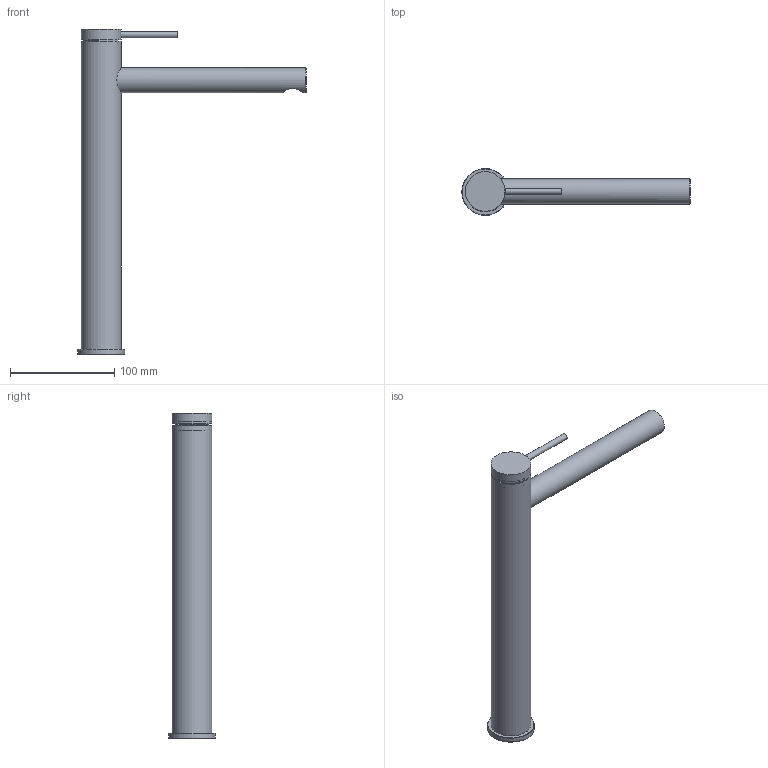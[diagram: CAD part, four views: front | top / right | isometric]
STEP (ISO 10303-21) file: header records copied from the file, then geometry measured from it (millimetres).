
FILE_DESCRIPTION(/* description */ (''),/* implementation_level */ '2;1');
FILE_NAME(/* name */ '3D_TVW106106153_Dawn Abdeckung am Auslauf fehlt.step',/* time_stamp */ '2023-02-22T17:24:42+01:00',/* author */ (''),/* organization */ (''),/* preprocessor_version */ 'ST-DEVELOPER v19.2',/* originating_system */ 'Autodesk Translation Framework v11.17.0.187',/* authorisation */ '');
FILE_SCHEMA (('AUTOMOTIVE_DESIGN { 1 0 10303 214 3 1 1 }'));
Length unit declared in the file: millimetre
Products named in the file (8): (Nicht gespeichert); 12000701; 16002456_ASM; 03000255; 03000219; 16002692_ASM; 11000115; 12000518
Assembly tree (7 placements, depth 3):
  (Nicht gespeichert)
    12000701
    16002456_ASM
      03000255
      03000219
    16002692_ASM
      11000115
    12000518
Bounding box: 218.63 x 44.8 x 311.2 mm (x, y, z)
Volume: 422273.8 mm3; surface area: 63574.2 mm2
Topology: 6 solids, 7 shells, 123 faces, 282 edges, 180 vertices
Faces by surface type: plane 56, cylinder 39, cone 12, bspline 10, torus 4, sphere 2
Full cylindrical faces by diameter (mm): 5.9 x1, 6.2 x1, 14.7 x1, 15.1 x2, 16.3 x1, 16.5 x1, 16.75 x1, 24 x1, 33.2 x1, 35 x2, 37 x1, 38 x2, 44.8 x1
Entity records: 9330 total; most frequent: CARTESIAN_POINT 6307, DIRECTION 629, ORIENTED_EDGE 560, EDGE_CURVE 281, AXIS2_PLACEMENT_3D 251, VERTEX_POINT 180, EDGE_LOOP 135, LINE 127
